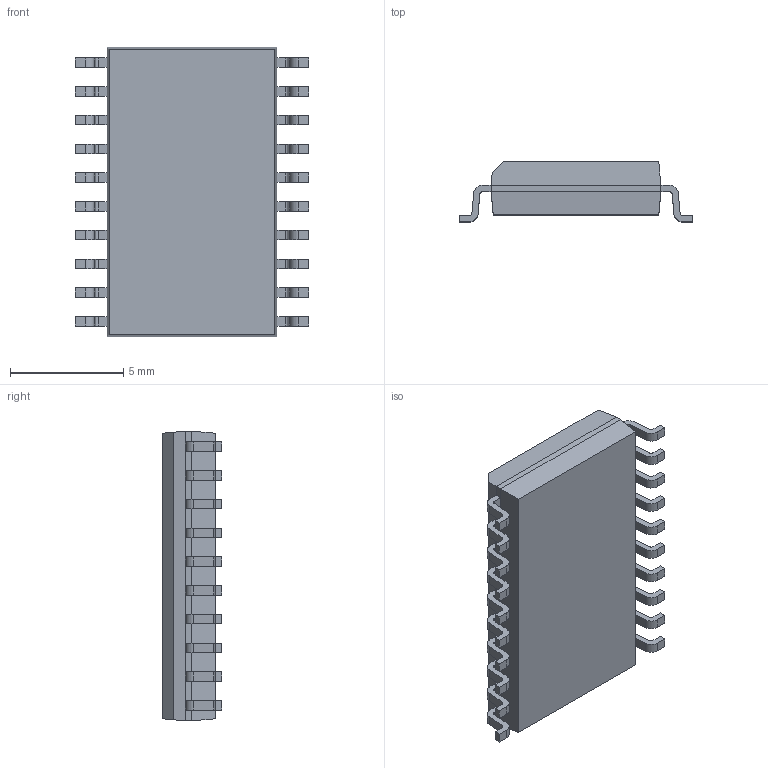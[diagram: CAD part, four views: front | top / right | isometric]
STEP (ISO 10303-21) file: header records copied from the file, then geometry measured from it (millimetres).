
FILE_DESCRIPTION (( 'STEP AP214' ), '1' );
FILE_NAME ('ATTINY4313-SU.STEP', '2023-10-01T20:36:35', ( '' ), ( '' ), 'SwSTEP 2.0', 'SolidWorks 2021', '' );
FILE_SCHEMA (( 'AUTOMOTIVE_DESIGN' ));
Length unit declared in the file: millimetre
Products named in the file (1): ATTINY4313-SU
Bounding box: 10.32 x 2.65 x 12.8 mm (x, y, z)
Volume: 226.1 mm3; surface area: 350.1 mm2
Topology: 22 solids, 22 shells, 302 faces, 763 edges, 506 vertices
Faces by surface type: plane 218, cylinder 84
Entity records: 9254 total; most frequent: CARTESIAN_POINT 1572, DIRECTION 1537, ORIENTED_EDGE 1526, EDGE_CURVE 763, LINE 595, VECTOR 595, VERTEX_POINT 506, AXIS2_PLACEMENT_3D 471
